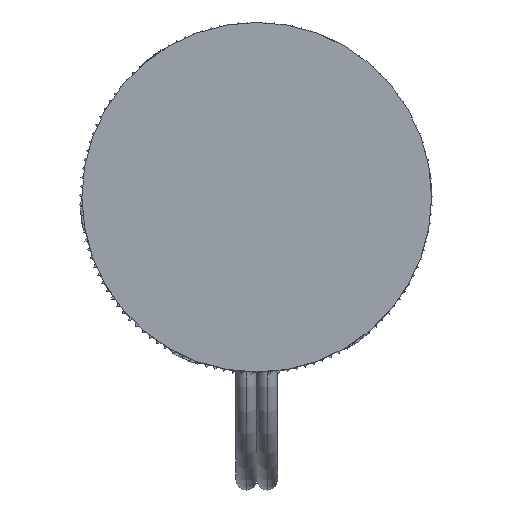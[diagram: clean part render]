
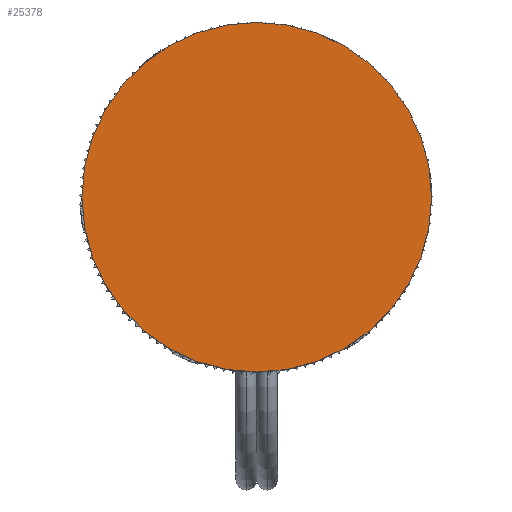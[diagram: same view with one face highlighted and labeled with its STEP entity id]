
A CAD part, top view. The second image highlights one B-rep face of the part: STEP entity #25378.
In plain terms, the highlighted planar face has unit normal (0, 0, 1).
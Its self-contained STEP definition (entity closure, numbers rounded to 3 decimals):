
#34 = ORIENTED_EDGE ( 'NONE', *, *, #37404, .T. ) ;
#1443 = ORIENTED_EDGE ( 'NONE', *, *, #48989, .T. ) ;
#4051 = CARTESIAN_POINT ( 'NONE',  ( 19.586, 0., 25.67 ) ) ;
#9597 = CARTESIAN_POINT ( 'NONE',  ( -19.586, 0., 25.67 ) ) ;
#18722 = CARTESIAN_POINT ( 'NONE',  ( 0., 0., 25.67 ) ) ;
#22119 = CARTESIAN_POINT ( 'NONE',  ( 19.978, -19.586, 25.67 ) ) ;
#23220 = DIRECTION ( 'NONE',  ( 1., 0., 0. ) ) ;
#23377 = DIRECTION ( 'NONE',  ( 0., 0., 1. ) ) ;
#25274 = FACE_OUTER_BOUND ( 'NONE', #35488, .T. ) ;
#25378 = ADVANCED_FACE ( 'NONE', ( #25274 ), #44122, .T. ) ;
#25989 = CIRCLE ( 'NONE', #26174, 19.586 ) ;
#26174 = AXIS2_PLACEMENT_3D ( 'NONE', #18722, #49926, #23220 ) ;
#26606 = DIRECTION ( 'NONE',  ( 0., 1., 0. ) ) ;
#34890 = AXIS2_PLACEMENT_3D ( 'NONE', #50083, #23377, #54577 ) ;
#35488 = EDGE_LOOP ( 'NONE', ( #34, #1443 ) ) ;
#36313 = CIRCLE ( 'NONE', #34890, 19.586 ) ;
#37404 = EDGE_CURVE ( 'NONE', #51718, #47011, #25989, .T. ) ;
#38825 = AXIS2_PLACEMENT_3D ( 'NONE', #22119, #53300, #26606 ) ;
#44122 = PLANE ( 'NONE',  #38825 ) ;
#47011 = VERTEX_POINT ( 'NONE', #9597 ) ;
#48989 = EDGE_CURVE ( 'NONE', #47011, #51718, #36313, .T. ) ;
#49926 = DIRECTION ( 'NONE',  ( 0., 0., 1. ) ) ;
#50083 = CARTESIAN_POINT ( 'NONE',  ( 0., 0., 25.67 ) ) ;
#51718 = VERTEX_POINT ( 'NONE', #4051 ) ;
#53300 = DIRECTION ( 'NONE',  ( 0., 0., 1. ) ) ;
#54577 = DIRECTION ( 'NONE',  ( 1., 0., 0. ) ) ;
